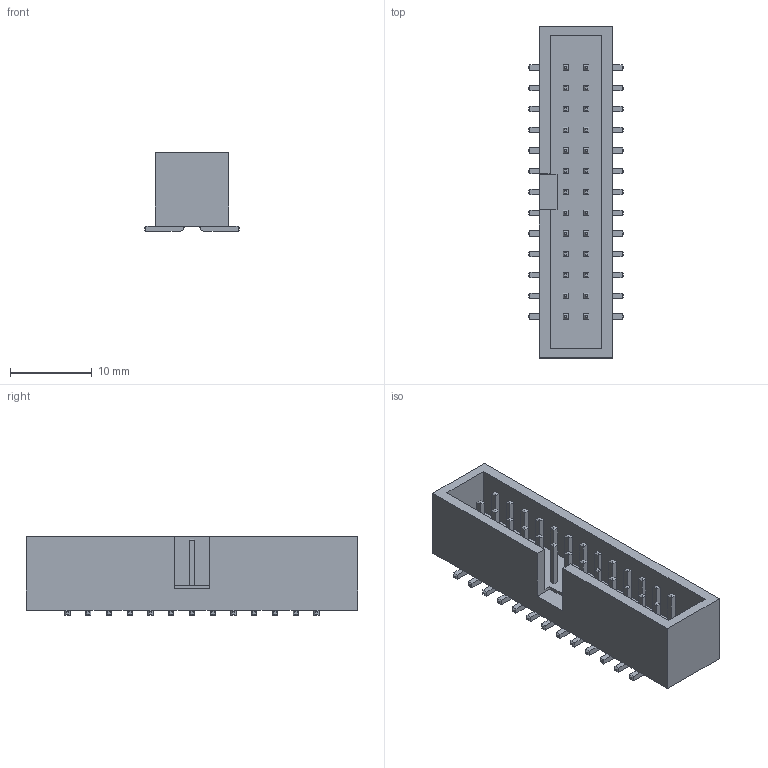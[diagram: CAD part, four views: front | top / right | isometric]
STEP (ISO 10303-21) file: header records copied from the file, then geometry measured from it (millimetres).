
FILE_DESCRIPTION(/* description */ ('model of IDC-Header_2x13_P2.54mm_Vertical_SMD'),/* implementation_level */ '2;1');
FILE_NAME(/* name */ 'IDC-Header_2x13_P2.54mm_Vertical_SMD.step',/* time_stamp */ '2022-11-02T09:53:15',/* author */ ('kicad StepUp','ksu'),/* organization */ ('FreeCAD'),/* preprocessor_version */ 'OCC',/* originating_system */ 'kicad StepUp',/* authorisation */ '');
FILE_SCHEMA(('AUTOMOTIVE_DESIGN { 1 0 10303 214 1 1 1 1 }'));
Length unit declared in the file: millimetre
Products named in the file (1): IDC_Header_2x13_P254mm_Vertical_SMD
Bounding box: 11.6 x 40.64 x 9.64 mm (x, y, z)
Volume: 1883.4 mm3; surface area: 2703.5 mm2
Topology: 1 solids, 1 shells, 510 faces, 1238 edges, 756 vertices
Faces by surface type: plane 484, cylinder 26
Entity records: 17851 total; most frequent: CARTESIAN_POINT 2505, ORIENTED_EDGE 2476, DIRECTION 2312, EDGE_CURVE 1238, LINE 1186, VECTOR 1186, VERTEX_POINT 756, AXIS2_PLACEMENT_3D 563
